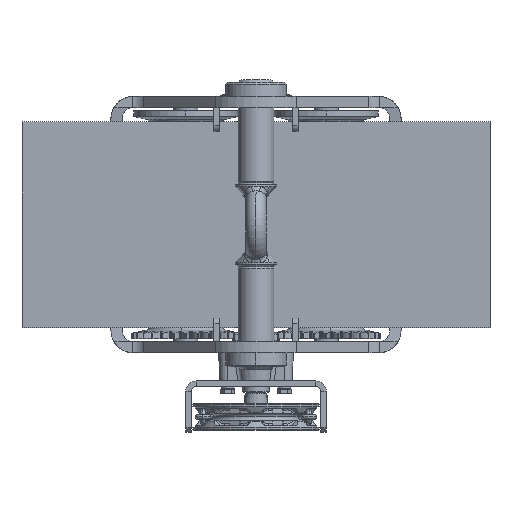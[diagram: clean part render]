
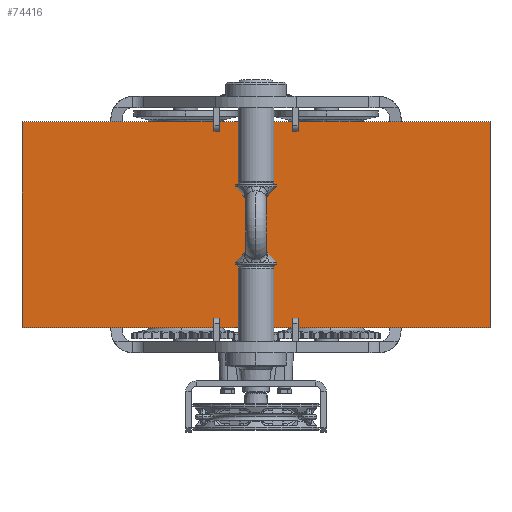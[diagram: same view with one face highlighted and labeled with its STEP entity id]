
A CAD part, front view. The second image highlights one B-rep face of the part: STEP entity #74416.
In plain terms, the highlighted planar face has unit normal (0, -1, 0).
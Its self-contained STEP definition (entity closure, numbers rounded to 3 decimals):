
#3419 = EDGE_CURVE ( 'NONE', #32816, #4416, #94757, .T. ) ;
#3979 = ORIENTED_EDGE ( 'NONE', *, *, #39376, .F. ) ;
#4416 = VERTEX_POINT ( 'NONE', #8699 ) ;
#5676 = CARTESIAN_POINT ( 'NONE',  ( -250., -110., 110. ) ) ;
#6373 = VECTOR ( 'NONE', #103443, 1000. ) ;
#8208 = VECTOR ( 'NONE', #64261, 1000. ) ;
#8699 = CARTESIAN_POINT ( 'NONE',  ( 250., -110., 110. ) ) ;
#9931 = VECTOR ( 'NONE', #10548, 1000. ) ;
#10548 = DIRECTION ( 'NONE',  ( 0., 0., -1. ) ) ;
#12864 = LINE ( 'NONE', #33943, #31299 ) ;
#13682 = VERTEX_POINT ( 'NONE', #69792 ) ;
#17560 = AXIS2_PLACEMENT_3D ( 'NONE', #86522, #20120, #102956 ) ;
#17988 = ORIENTED_EDGE ( 'NONE', *, *, #84872, .T. ) ;
#20120 = DIRECTION ( 'NONE',  ( 0., -1., 0. ) ) ;
#27888 = ORIENTED_EDGE ( 'NONE', *, *, #104200, .T. ) ;
#28652 = LINE ( 'NONE', #37174, #6373 ) ;
#31299 = VECTOR ( 'NONE', #57488, 1000. ) ;
#32816 = VERTEX_POINT ( 'NONE', #5676 ) ;
#33943 = CARTESIAN_POINT ( 'NONE',  ( -250., -110., -110. ) ) ;
#36612 = CARTESIAN_POINT ( 'NONE',  ( -250., -110., 110. ) ) ;
#37174 = CARTESIAN_POINT ( 'NONE',  ( 250., -110., 110. ) ) ;
#39376 = EDGE_CURVE ( 'NONE', #4416, #13682, #28652, .T. ) ;
#54347 = CARTESIAN_POINT ( 'NONE',  ( -250., -110., -110. ) ) ;
#55752 = CARTESIAN_POINT ( 'NONE',  ( -250., -110., 110. ) ) ;
#57488 = DIRECTION ( 'NONE',  ( 1., 0., 0. ) ) ;
#64261 = DIRECTION ( 'NONE',  ( 1., 0., 0. ) ) ;
#69792 = CARTESIAN_POINT ( 'NONE',  ( 250., -110., -110. ) ) ;
#70478 = PLANE ( 'NONE',  #17560 ) ;
#72142 = FACE_OUTER_BOUND ( 'NONE', #102442, .T. ) ;
#73391 = ORIENTED_EDGE ( 'NONE', *, *, #3419, .F. ) ;
#74416 = ADVANCED_FACE ( 'NONE', ( #72142 ), #70478, .T. ) ;
#84872 = EDGE_CURVE ( 'NONE', #87927, #13682, #12864, .T. ) ;
#86522 = CARTESIAN_POINT ( 'NONE',  ( -250., -110., 110. ) ) ;
#87927 = VERTEX_POINT ( 'NONE', #54347 ) ;
#94757 = LINE ( 'NONE', #55752, #8208 ) ;
#100437 = LINE ( 'NONE', #36612, #9931 ) ;
#102442 = EDGE_LOOP ( 'NONE', ( #3979, #73391, #27888, #17988 ) ) ;
#102956 = DIRECTION ( 'NONE',  ( 0., 0., -1. ) ) ;
#103443 = DIRECTION ( 'NONE',  ( 0., 0., -1. ) ) ;
#104200 = EDGE_CURVE ( 'NONE', #32816, #87927, #100437, .T. ) ;
